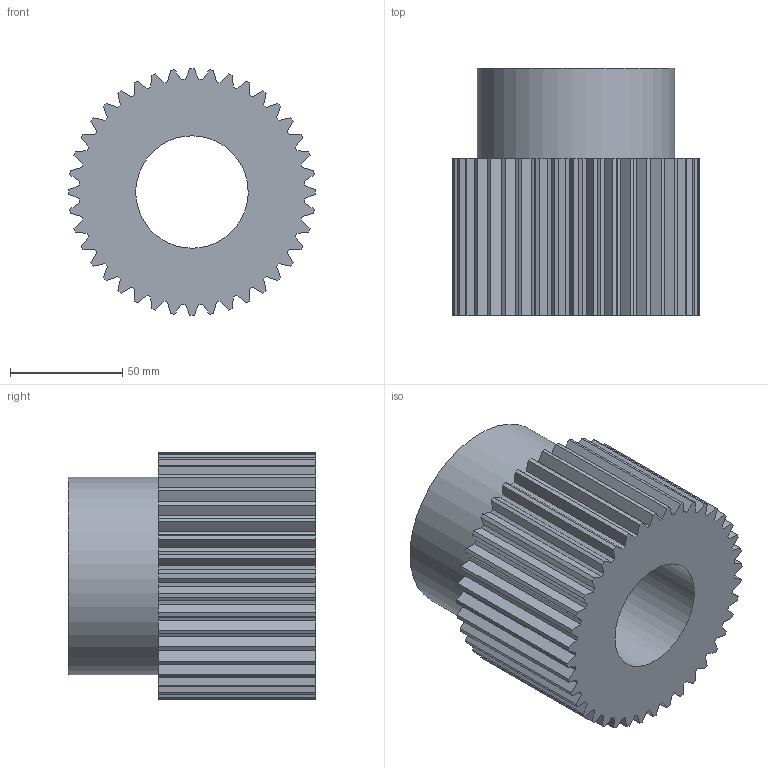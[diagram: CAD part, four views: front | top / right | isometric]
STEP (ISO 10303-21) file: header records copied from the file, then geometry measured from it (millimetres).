
FILE_DESCRIPTION(/* description */ (''),/* implementation_level */ '2;1');
FILE_NAME(/* name */ 'E-TKT_025-mechanic_extruder_gear_MK8-40-teeth-5mm-axis',/* time_stamp */ '2023-04-19T19:28:25-03:00',/* author */ (''),/* organization */ (''),/* preprocessor_version */ 'ST-DEVELOPER v16.5',/* originating_system */ '',/* authorisation */ '');
FILE_SCHEMA (('AUTOMOTIVE_DESIGN'));
Length unit declared in the file: centimetre
Products named in the file (1): Document
Bounding box: 109.84 x 110.04 x 109.84 mm (x, y, z)
Volume: 633575.6 mm3; surface area: 81258.7 mm2
Topology: 1 solids, 1 shells, 165 faces, 486 edges, 324 vertices
Faces by surface type: plane 163, bspline 2
Entity records: 4811 total; most frequent: CARTESIAN_POINT 1525, ORIENTED_EDGE 972, EDGE_CURVE 486, B_SPLINE_CURVE_WITH_KNOTS 480, VERTEX_POINT 324, EDGE_LOOP 168, DIRECTION 167, ADVANCED_FACE 165
